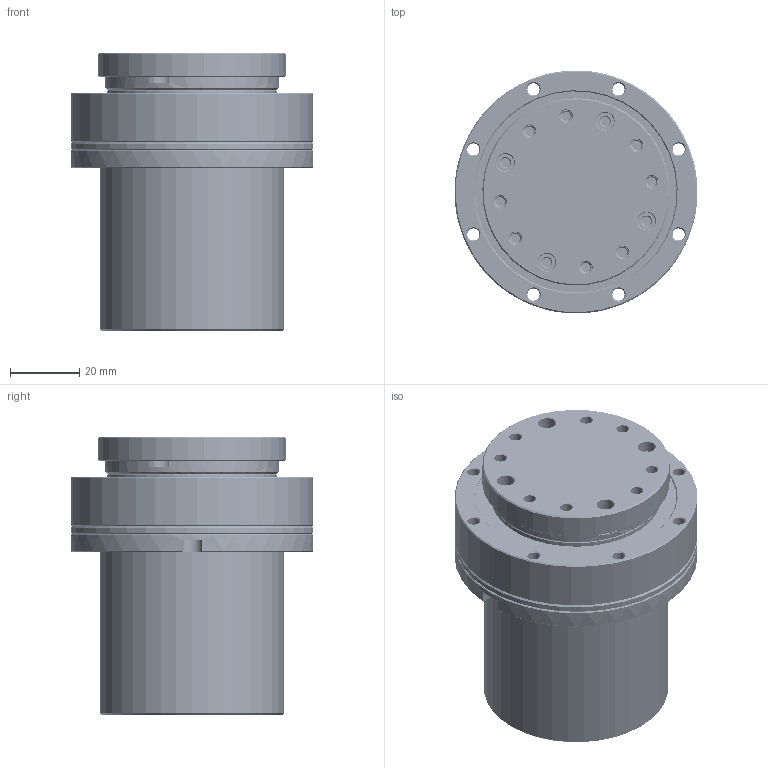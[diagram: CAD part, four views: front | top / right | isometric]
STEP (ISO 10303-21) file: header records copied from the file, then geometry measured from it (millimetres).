
FILE_DESCRIPTION(/* description */ (''),/* implementation_level */ '2;1');
FILE_NAME(/* name */ '14.stp',/* time_stamp */ '2023-12-13T22:15:44+08:00',/* author */ (''),/* organization */ (''),/* preprocessor_version */ 'ST-DEVELOPER v16',/* originating_system */ 'SIEMENS PLM Software NX 10.0',/* authorisation */ '');
FILE_SCHEMA (('CONFIG_CONTROL_DESIGN'));
Products named in the file (11): 14柔性轴承保持架（日标）; XBK14-4-2外圈; XBK14-4-1内芯; XBF14-1钢轮; XBK14-4-1-1销子; G49585; XBS14-3-1凸轮; FA14-6上盖板; 14柔性轴承（日标）_MODEL; XBF14成品图_MODEL; M4215E14Bxx_stp
Assembly tree (10 placements, depth 4):
  M4215E14Bxx_stp
    FA14-6上盖板
    XBF14成品图_MODEL
      XBS14-3-1凸轮
      14柔性轴承（日标）_MODEL
        14柔性轴承保持架（日标）
      G49585
      XBK14-4-1-1销子
      XBF14-1钢轮
      XBK14-4-1内芯
      XBK14-4-2外圈
Bounding box: 70 x 70 x 80 mm (x, y, z)
Volume: 183711.4 mm3; surface area: 70377.4 mm2
Topology: 34 solids, 35 shells, 798 faces, 2069 edges, 1348 vertices
Faces by surface type: plane 271, cylinder 236, cone 162, bspline 63, extrusion 37, sphere 23, torus 6
Full cylindrical faces by diameter (mm): 2.3 x1, 2.5 x26, 2.6 x2, 3.5 x52, 4 x1, 5 x4, 8 x1, 12.5 x1, 23 x1, 25 x1, 25.07 x1, 26 x1, 26.67 x2, 27.5 x1, 28 x1, 31.5 x1, 32.396 x2, 33.896 x2, 35 x1, 36 x1, 36.896 x1, 38 x3, 38.3 x1, 40 x2, 45 x1, 48 x1, 49 x2, 49.991 x1, 50 x2, 50.7 x2
Entity records: 99021 total; most frequent: CARTESIAN_POINT 81102, DIRECTION 3255, ORIENTED_EDGE 3138, EDGE_CURVE 1569, AXIS2_PLACEMENT_3D 1328, EDGE_LOOP 1200, VERTEX_POINT 1191, FACE_BOUND 803
